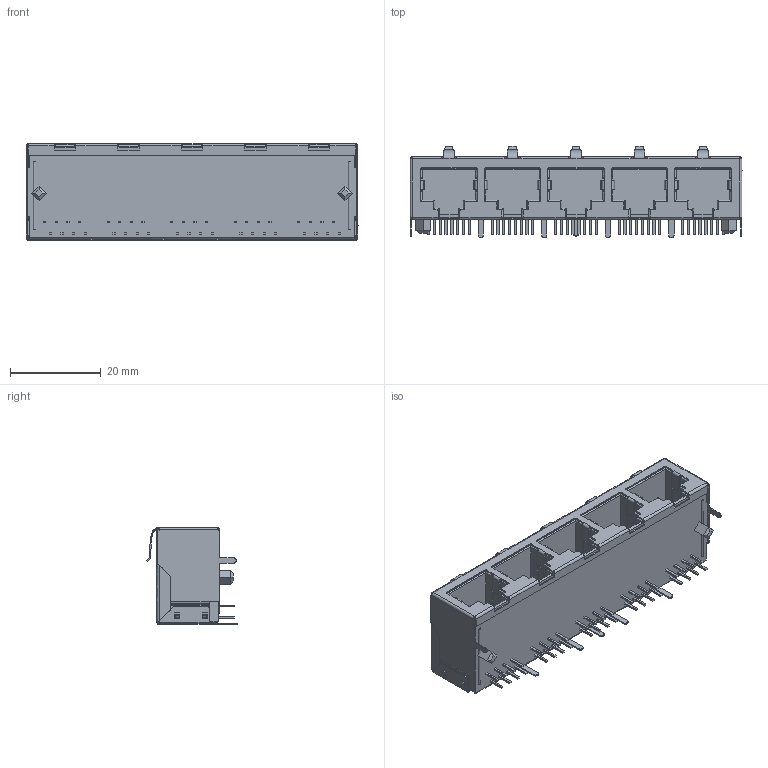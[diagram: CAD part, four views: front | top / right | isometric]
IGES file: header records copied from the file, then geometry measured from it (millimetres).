
Start section: SolidWorks IGES file using analytic representation for surfaces
Global section: file name: GSGX-NS2-588-368.IGS; native system: SolidWorks 2020; preprocessor: SolidWorks 2020; author: Dan; date: 200331.081542; units: millimetre
Bounding box: 73.03 x 20.1 x 21.27 mm (x, y, z)
Surface area: 15567.7 mm2 (no closed solid volume)
Topology: 0 solids, 0 shells, 1057 faces, 7382 edges, 7378 vertices
Faces by surface type: bspline 732, revolution 325
